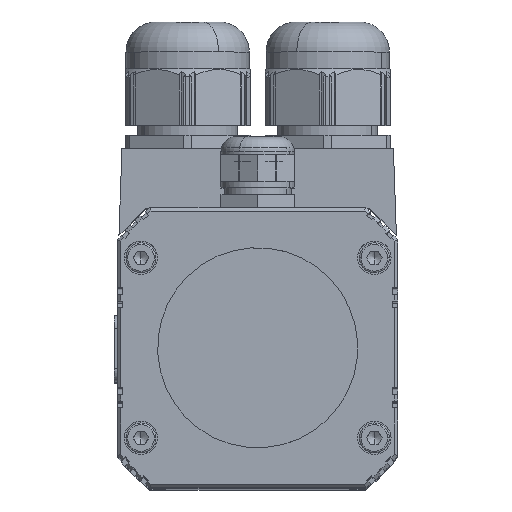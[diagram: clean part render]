
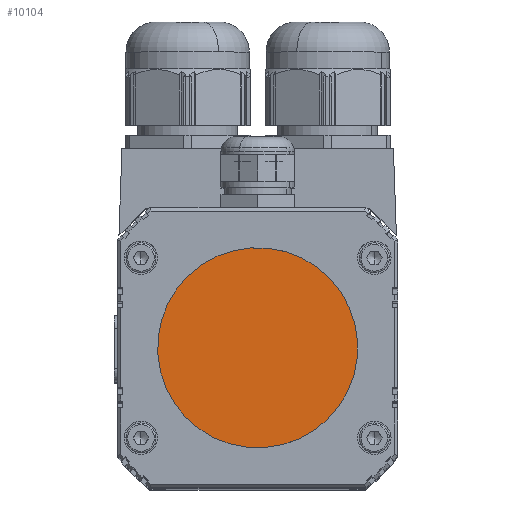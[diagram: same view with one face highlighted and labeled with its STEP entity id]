
A CAD part, top view. The second image highlights one B-rep face of the part: STEP entity #10104.
In plain terms, the highlighted planar face has unit normal (0, 0, 1).
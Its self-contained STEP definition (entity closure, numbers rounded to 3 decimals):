
#5354=CARTESIAN_POINT('',(-1.042,14.964,183.));
#5355=VERTEX_POINT('',#5354);
#5371=CARTESIAN_POINT('',(1.042,-14.964,183.));
#5372=VERTEX_POINT('',#5371);
#5379=CARTESIAN_POINT('',(0.,0.,183.));
#5380=DIRECTION('',(0.,0.,-1.0));
#5381=DIRECTION('',(-0.069,0.998,0.));
#5382=AXIS2_PLACEMENT_3D('',#5379,#5380,#5381);
#5383=CIRCLE('',#5382,15.);
#5384=EDGE_CURVE('',#5372,#5355,#5383,.T.);
#10077=CARTESIAN_POINT('',(0.,0.,183.));
#10078=DIRECTION('',(0.,0.,-1.0));
#10079=DIRECTION('',(-0.069,0.998,0.));
#10080=AXIS2_PLACEMENT_3D('',#10077,#10078,#10079);
#10081=CIRCLE('',#10080,15.);
#10082=EDGE_CURVE('',#5355,#5372,#10081,.T.);
#10095=CARTESIAN_POINT('',(0.,0.,183.));
#10096=DIRECTION('',(0.0,0.0,-1.0));
#10097=DIRECTION('',(-0.069,0.998,0.0));
#10098=AXIS2_PLACEMENT_3D('',#10095,#10096,#10097);
#10099=PLANE('',#10098);
#10100=ORIENTED_EDGE('',*,*,#5384,.F.);
#10101=ORIENTED_EDGE('',*,*,#10082,.F.);
#10102=EDGE_LOOP('',(#10100,#10101));
#10103=FACE_OUTER_BOUND('',#10102,.T.);
#10104=ADVANCED_FACE('',(#10103),#10099,.F.);
